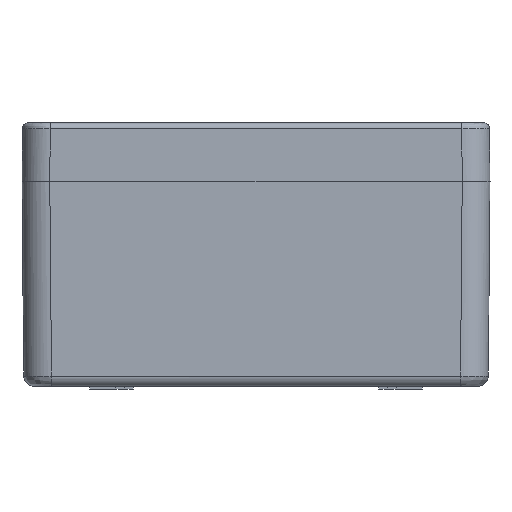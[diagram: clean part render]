
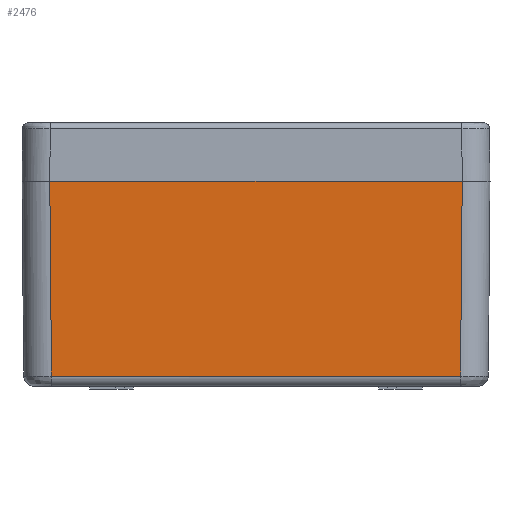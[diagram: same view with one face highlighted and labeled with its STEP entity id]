
A CAD part, left-side view. The second image highlights one B-rep face of the part: STEP entity #2476.
In plain terms, the highlighted planar face has unit normal (-1, 0, -0.009).
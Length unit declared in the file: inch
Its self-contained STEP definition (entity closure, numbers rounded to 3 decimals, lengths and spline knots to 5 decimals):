
#443 = CARTESIAN_POINT ( 'NONE',  ( -7.0864, -2.77539, -0.02422 ) ) ;
#813 = EDGE_LOOP ( 'NONE', ( #5000, #6771, #11853, #10070 ) ) ;
#1397 = DIRECTION ( 'NONE',  ( -0.009, 0.009, 1. ) ) ;
#1647 = VERTEX_POINT ( 'NONE', #9585 ) ;
#1882 = CARTESIAN_POINT ( 'NONE',  ( -7.08661, 3.14961, 0. ) ) ;
#2128 = DIRECTION ( 'NONE',  ( -0.009, 0., 1. ) ) ;
#2476 = ADVANCED_FACE ( 'NONE', ( #2988 ), #7673, .T. ) ;
#2988 = FACE_OUTER_BOUND ( 'NONE', #813, .T. ) ;
#3539 = VECTOR ( 'NONE', #6566, 39.37008 ) ;
#4272 = LINE ( 'NONE', #1882, #3539 ) ;
#5000 = ORIENTED_EDGE ( 'NONE', *, *, #9710, .F. ) ;
#5673 = LINE ( 'NONE', #10301, #8781 ) ;
#5728 = EDGE_CURVE ( 'NONE', #14035, #11172, #9838, .T. ) ;
#6285 = EDGE_CURVE ( 'NONE', #14035, #6436, #4272, .T. ) ;
#6436 = VERTEX_POINT ( 'NONE', #13081 ) ;
#6566 = DIRECTION ( 'NONE',  ( 0., 1., 0. ) ) ;
#6771 = ORIENTED_EDGE ( 'NONE', *, *, #14117, .F. ) ;
#6864 = AXIS2_PLACEMENT_3D ( 'NONE', #11366, #6889, #2128 ) ;
#6889 = DIRECTION ( 'NONE',  ( -1., 0., -0.009 ) ) ;
#7673 = PLANE ( 'NONE',  #6864 ) ;
#7821 = VECTOR ( 'NONE', #1397, 39.37008 ) ;
#8781 = VECTOR ( 'NONE', #9147, 39.37008 ) ;
#9147 = DIRECTION ( 'NONE',  ( 0., 1., 0. ) ) ;
#9214 = CARTESIAN_POINT ( 'NONE',  ( -7.08661, -2.7756, 0. ) ) ;
#9585 = CARTESIAN_POINT ( 'NONE',  ( -7.06376, 2.75275, -2.61931 ) ) ;
#9710 = EDGE_CURVE ( 'NONE', #1647, #6436, #14170, .T. ) ;
#9838 = LINE ( 'NONE', #443, #10651 ) ;
#10070 = ORIENTED_EDGE ( 'NONE', *, *, #6285, .T. ) ;
#10301 = CARTESIAN_POINT ( 'NONE',  ( -7.06376, 1.5748, -2.61931 ) ) ;
#10651 = VECTOR ( 'NONE', #14443, 39.37008 ) ;
#11172 = VERTEX_POINT ( 'NONE', #13419 ) ;
#11366 = CARTESIAN_POINT ( 'NONE',  ( -7.08661, 3.14961, 0. ) ) ;
#11853 = ORIENTED_EDGE ( 'NONE', *, *, #5728, .F. ) ;
#11937 = CARTESIAN_POINT ( 'NONE',  ( -7.0861, 2.77509, -0.05857 ) ) ;
#13081 = CARTESIAN_POINT ( 'NONE',  ( -7.08661, 2.7756, 0. ) ) ;
#13419 = CARTESIAN_POINT ( 'NONE',  ( -7.06376, -2.75275, -2.61931 ) ) ;
#14035 = VERTEX_POINT ( 'NONE', #9214 ) ;
#14117 = EDGE_CURVE ( 'NONE', #11172, #1647, #5673, .T. ) ;
#14170 = LINE ( 'NONE', #11937, #7821 ) ;
#14443 = DIRECTION ( 'NONE',  ( 0.009, 0.009, -1. ) ) ;
